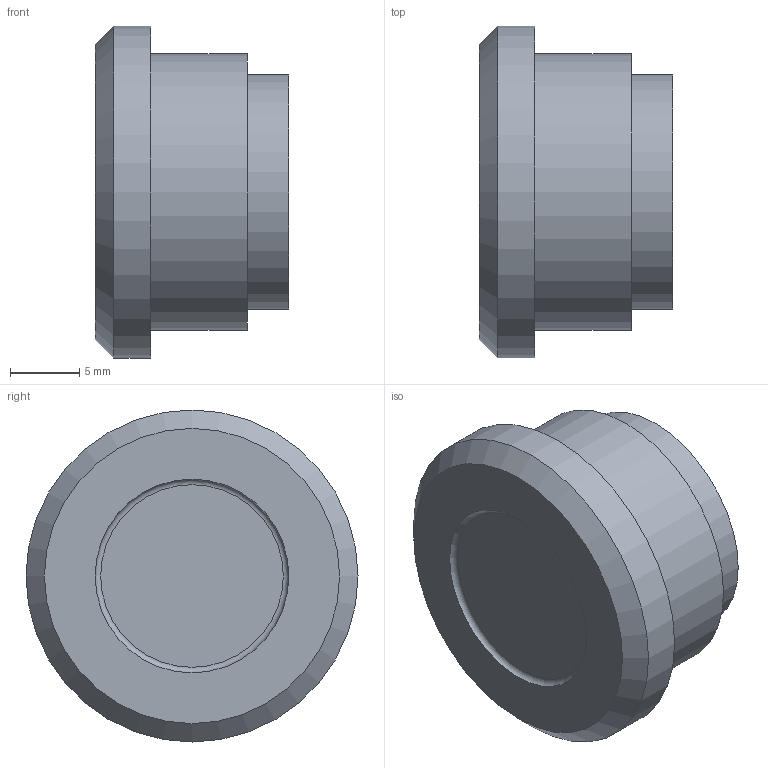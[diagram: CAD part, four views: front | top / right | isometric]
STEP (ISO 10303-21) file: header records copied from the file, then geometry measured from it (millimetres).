
FILE_DESCRIPTION( ( 'STEP AP214' ), '1' );
FILE_NAME( 'K0446.2420.stp', '2020-12-08T08:56:59', ( '' ), ( '' ), ' ', 'PARTsolutions', ' ' );
FILE_SCHEMA( ( 'AUTOMOTIVE_DESIGN { 1 0 10303 214 1 1 1 1 }' ) );
Length unit declared in the file: millimetre
Products named in the file (1): _K0446.2420
Bounding box: 14 x 24 x 24 mm (x, y, z)
Volume: 3047 mm3; surface area: 2404.9 mm2
Topology: 1 solids, 1 shells, 26 faces, 67 edges, 44 vertices
Faces by surface type: plane 15, cylinder 8, torus 2, cone 1
Full cylindrical faces by diameter (mm): 14 x1, 17 x1, 20 x1, 24 x1
Entity records: 994 total; most frequent: DIRECTION 140, CARTESIAN_POINT 129, ORIENTED_EDGE 118, EDGE_CURVE 59, AXIS2_PLACEMENT_3D 54, VERTEX_POINT 43, EDGE_LOOP 40, FACE_OUTER_BOUND 32
